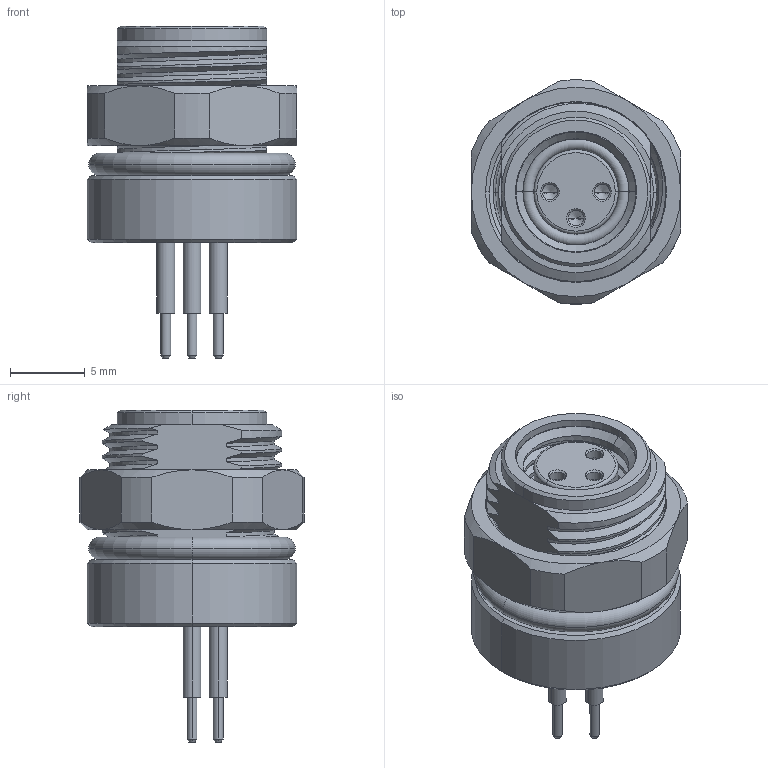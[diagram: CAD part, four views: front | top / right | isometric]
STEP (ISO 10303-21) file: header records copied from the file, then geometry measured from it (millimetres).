
FILE_DESCRIPTION((''),'2;1');
FILE_NAME('3P-K1333B_','2025-09-13T',('gongcheng16'),(''),'PRO/ENGINEER BY PARAMETRIC TECHNOLOGY CORPORATION, 2010280','PRO/ENGINEER BY PARAMETRIC TECHNOLOGY CORPORATION, 2010280','');
FILE_SCHEMA(('CONFIG_CONTROL_DESIGN'));
Length unit declared in the file: millimetre
Products named in the file (1): 3P-K1333B_
Bounding box: 14 x 14.98 x 22.2 mm (x, y, z)
Volume: 253.8 mm3; surface area: 3019.6 mm2
Topology: 1 solids, 9 shells, 416 faces, 1013 edges, 639 vertices
Faces by surface type: cylinder 138, plane 122, cone 77, bspline 59, torus 20
Entity records: 28597 total; most frequent: CARTESIAN_POINT 19128, ORIENTED_EDGE 2014, DIRECTION 1861, EDGE_CURVE 1007, AXIS2_PLACEMENT_3D 731, VERTEX_POINT 639, EDGE_LOOP 460, FACE_OUTER_BOUND 416
